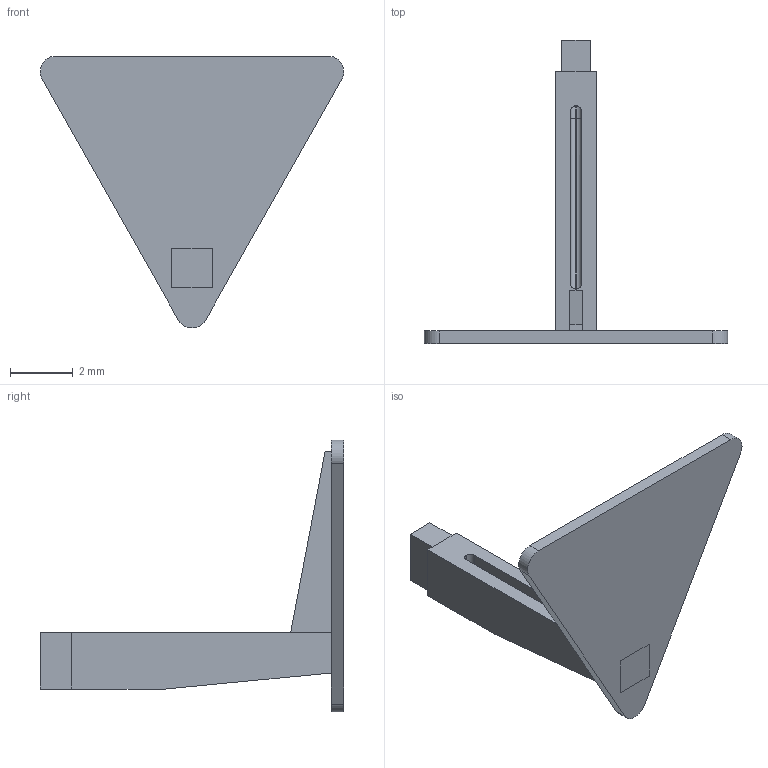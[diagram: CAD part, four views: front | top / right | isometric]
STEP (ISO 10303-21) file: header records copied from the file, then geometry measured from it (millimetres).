
FILE_DESCRIPTION(('FreeCAD Model'),'2;1');
FILE_NAME('Open CASCADE Shape Model','2024-03-24T17:28:41',('FreeCAD'),( 'FreeCAD'),'Open CASCADE STEP processor 7.6','FreeCAD','Unknown');
FILE_SCHEMA(('AUTOMOTIVE_DESIGN { 1 0 10303 214 1 1 1 1 }'));
Length unit declared in the file: millimetre
Products named in the file (1): Open CASCADE STEP translator 7.6 1
Bounding box: 9.69 x 9.7 x 8.68 mm (x, y, z)
Volume: 36.9 mm3; surface area: 187.7 mm2
Topology: 1 solids, 1 shells, 45 faces, 116 edges, 75 vertices
Faces by surface type: plane 32, cylinder 13
Entity records: 3014 total; most frequent: CARTESIAN_POINT 651, DIRECTION 442, LINE 298, VECTOR 298, ORIENTED_EDGE 232, PCURVE 232, DEFINITIONAL_REPRESENTATION 232, EDGE_CURVE 116
